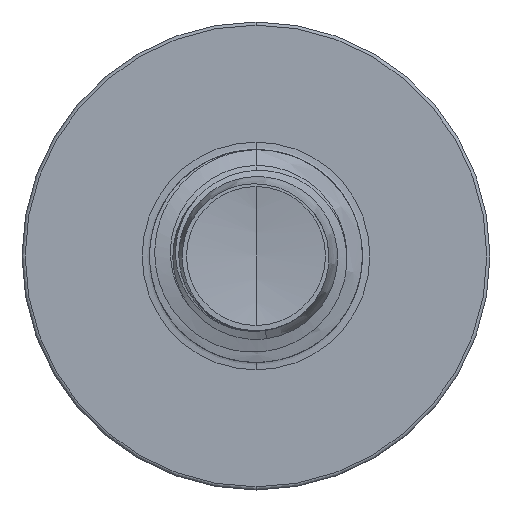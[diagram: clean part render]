
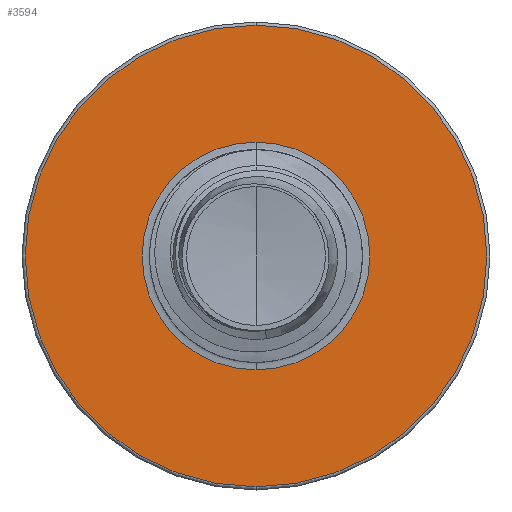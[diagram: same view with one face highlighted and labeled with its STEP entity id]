
A CAD part, front view. The second image highlights one B-rep face of the part: STEP entity #3594.
In plain terms, the highlighted planar face has unit normal (0, -1, 0).
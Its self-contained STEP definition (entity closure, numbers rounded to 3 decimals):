
#267 = CARTESIAN_POINT ( 'NONE',  ( 0., 27.5, 0. ) ) ;
#624 = CARTESIAN_POINT ( 'NONE',  ( 0., 27.5, 2.677 ) ) ;
#1812 = DIRECTION ( 'NONE',  ( 0., 0., 1. ) ) ;
#3594 = ADVANCED_FACE ( 'NONE', ( #24150, #31056 ), #9318, .F. ) ;
#4096 = DIRECTION ( 'NONE',  ( 0., 0., 1. ) ) ;
#5162 = AXIS2_PLACEMENT_3D ( 'NONE', #29696, #12029, #32207 ) ;
#5693 = CARTESIAN_POINT ( 'NONE',  ( 0., 27.5, 5.425 ) ) ;
#7578 = CIRCLE ( 'NONE', #5162, 5.425 ) ;
#8117 = DIRECTION ( 'NONE',  ( 0., 1., 0. ) ) ;
#8168 = AXIS2_PLACEMENT_3D ( 'NONE', #26993, #8117, #29587 ) ;
#9274 = DIRECTION ( 'NONE',  ( 0., 0., 1. ) ) ;
#9281 = DIRECTION ( 'NONE',  ( 0., 1., 0. ) ) ;
#9318 = PLANE ( 'NONE',  #27558 ) ;
#9769 = CARTESIAN_POINT ( 'NONE',  ( 0., 27.5, -2.677 ) ) ;
#10769 = ORIENTED_EDGE ( 'NONE', *, *, #37491, .F. ) ;
#11231 = AXIS2_PLACEMENT_3D ( 'NONE', #267, #24195, #4096 ) ;
#12029 = DIRECTION ( 'NONE',  ( 0., 1., 0. ) ) ;
#14202 = VERTEX_POINT ( 'NONE', #23248 ) ;
#14529 = VERTEX_POINT ( 'NONE', #36508 ) ;
#15500 = CIRCLE ( 'NONE', #8168, 2.677 ) ;
#15762 = EDGE_LOOP ( 'NONE', ( #27094, #33814 ) ) ;
#15863 = VERTEX_POINT ( 'NONE', #5693 ) ;
#18702 = ORIENTED_EDGE ( 'NONE', *, *, #26198, .F. ) ;
#19082 = EDGE_CURVE ( 'NONE', #14202, #35094, #15500, .T. ) ;
#19926 = CIRCLE ( 'NONE', #11231, 5.425 ) ;
#22501 = DIRECTION ( 'NONE',  ( 0., 1., 0. ) ) ;
#22681 = CIRCLE ( 'NONE', #22813, 2.677 ) ;
#22813 = AXIS2_PLACEMENT_3D ( 'NONE', #38455, #22501, #1812 ) ;
#23248 = CARTESIAN_POINT ( 'NONE',  ( 0., 27.5, -2.677 ) ) ;
#24150 = FACE_OUTER_BOUND ( 'NONE', #35467, .T. ) ;
#24195 = DIRECTION ( 'NONE',  ( 0., 1., 0. ) ) ;
#26198 = EDGE_CURVE ( 'NONE', #15863, #14529, #7578, .T. ) ;
#26993 = CARTESIAN_POINT ( 'NONE',  ( 0., 27.5, 0. ) ) ;
#27094 = ORIENTED_EDGE ( 'NONE', *, *, #36302, .T. ) ;
#27558 = AXIS2_PLACEMENT_3D ( 'NONE', #9769, #9281, #9274 ) ;
#29587 = DIRECTION ( 'NONE',  ( 0., 0., 1. ) ) ;
#29696 = CARTESIAN_POINT ( 'NONE',  ( 0., 27.5, 0. ) ) ;
#31056 = FACE_BOUND ( 'NONE', #15762, .T. ) ;
#32207 = DIRECTION ( 'NONE',  ( 0., 0., 1. ) ) ;
#33814 = ORIENTED_EDGE ( 'NONE', *, *, #19082, .T. ) ;
#35094 = VERTEX_POINT ( 'NONE', #624 ) ;
#35467 = EDGE_LOOP ( 'NONE', ( #18702, #10769 ) ) ;
#36302 = EDGE_CURVE ( 'NONE', #35094, #14202, #22681, .T. ) ;
#36508 = CARTESIAN_POINT ( 'NONE',  ( 0., 27.5, -5.425 ) ) ;
#37491 = EDGE_CURVE ( 'NONE', #14529, #15863, #19926, .T. ) ;
#38455 = CARTESIAN_POINT ( 'NONE',  ( 0., 27.5, 0. ) ) ;
